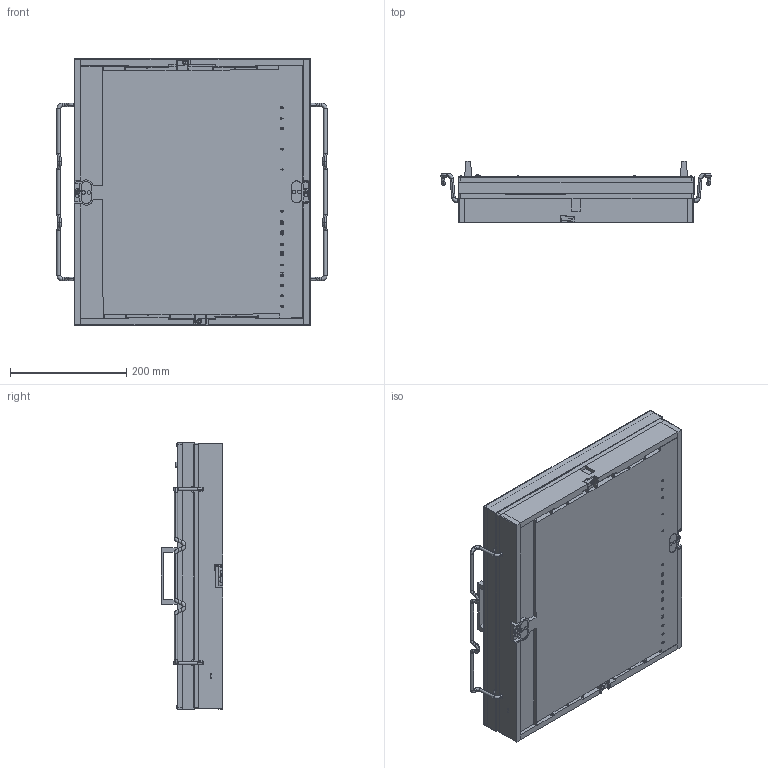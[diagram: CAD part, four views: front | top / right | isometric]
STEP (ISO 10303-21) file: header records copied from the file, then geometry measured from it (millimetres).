
FILE_DESCRIPTION (( 'STEP AP214' ), '1' );
FILE_NAME ('18781~1.STEP', '2019-07-11T12:18:22', ( '' ), ( '' ), 'SwSTEP 2.0', 'SolidWorks 2018', '' );
FILE_SCHEMA (( 'AUTOMOTIVE_DESIGN' ));
Length unit declared in the file: millimetre
Products named in the file (1): 18781~1
Bounding box: 464.6 x 105.51 x 460.2 mm (x, y, z)
Volume: 7108267.6 mm3; surface area: 1723831 mm2
Topology: 37 solids, 37 shells, 3143 faces, 7635 edges, 4748 vertices
Faces by surface type: plane 1817, cylinder 572, bspline 384, cone 203, torus 158, sphere 9
Entity records: 132299 total; most frequent: CARTESIAN_POINT 45394, ORIENTED_EDGE 15270, DIRECTION 14027, EDGE_CURVE 7635, VECTOR 4823, LINE 4823, VERTEX_POINT 4748, AXIS2_PLACEMENT_3D 4602
